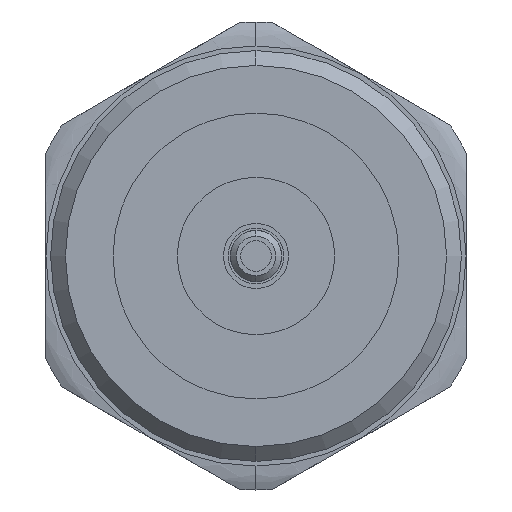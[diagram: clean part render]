
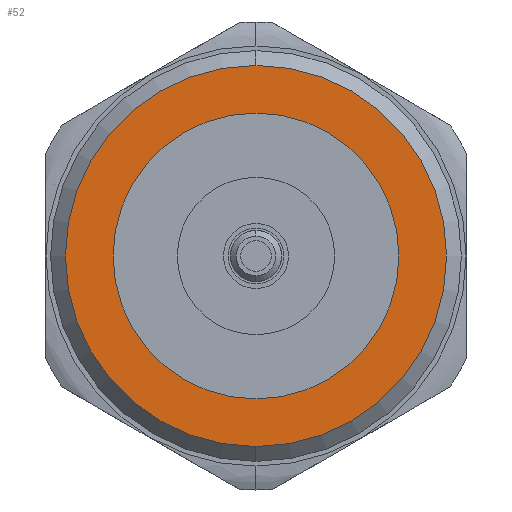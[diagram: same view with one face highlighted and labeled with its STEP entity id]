
A CAD part, left-side view. The second image highlights one B-rep face of the part: STEP entity #52.
In plain terms, the highlighted planar face has unit normal (-1, 0, 0).
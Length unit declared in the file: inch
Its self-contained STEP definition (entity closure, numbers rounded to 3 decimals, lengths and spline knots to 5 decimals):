
#52 = ADVANCED_FACE ( 'NONE', ( #2288, #4908 ), #1216, .T. ) ;
#238 = DIRECTION ( 'NONE',  ( 0., 0., 1. ) ) ;
#539 = DIRECTION ( 'NONE',  ( -1., 0., 0. ) ) ;
#773 = CIRCLE ( 'NONE', #3121, 0.38506 ) ;
#1216 = PLANE ( 'NONE',  #4643 ) ;
#1288 = DIRECTION ( 'NONE',  ( -1., 0., 0. ) ) ;
#1637 = DIRECTION ( 'NONE',  ( -1., 0., 0. ) ) ;
#1723 = CARTESIAN_POINT ( 'NONE',  ( -0.207, 0.68375, 0. ) ) ;
#2032 = AXIS2_PLACEMENT_3D ( 'NONE', #5086, #2079, #2633 ) ;
#2079 = DIRECTION ( 'NONE',  ( -1., 0., 0. ) ) ;
#2288 = FACE_BOUND ( 'NONE', #5186, .T. ) ;
#2633 = DIRECTION ( 'NONE',  ( 0., 0., 1. ) ) ;
#2659 = DIRECTION ( 'NONE',  ( 0., 0., 1. ) ) ;
#3121 = AXIS2_PLACEMENT_3D ( 'NONE', #5352, #539, #2659 ) ;
#3164 = VERTEX_POINT ( 'NONE', #4111 ) ;
#3499 = CARTESIAN_POINT ( 'NONE',  ( -0.207, 0.68375, -0.64 ) ) ;
#3658 = CARTESIAN_POINT ( 'NONE',  ( -0.207, 0.68375, 0. ) ) ;
#3715 = EDGE_CURVE ( 'NONE', #5259, #5289, #4155, .T. ) ;
#3783 = EDGE_CURVE ( 'NONE', #3164, #3789, #773, .T. ) ;
#3789 = VERTEX_POINT ( 'NONE', #4339 ) ;
#4111 = CARTESIAN_POINT ( 'NONE',  ( -0.207, 0.68375, -0.38506 ) ) ;
#4147 = CIRCLE ( 'NONE', #6746, 0.38506 ) ;
#4155 = CIRCLE ( 'NONE', #4486, 0.64 ) ;
#4160 = CIRCLE ( 'NONE', #2032, 0.64 ) ;
#4204 = ORIENTED_EDGE ( 'NONE', *, *, #3783, .F. ) ;
#4339 = CARTESIAN_POINT ( 'NONE',  ( -0.207, 0.68375, 0.38506 ) ) ;
#4486 = AXIS2_PLACEMENT_3D ( 'NONE', #6127, #6662, #238 ) ;
#4608 = EDGE_CURVE ( 'NONE', #3789, #3164, #4147, .T. ) ;
#4643 = AXIS2_PLACEMENT_3D ( 'NONE', #1723, #1288, #5586 ) ;
#4908 = FACE_OUTER_BOUND ( 'NONE', #6490, .T. ) ;
#5086 = CARTESIAN_POINT ( 'NONE',  ( -0.207, 0.68375, 0. ) ) ;
#5127 = ORIENTED_EDGE ( 'NONE', *, *, #3715, .T. ) ;
#5186 = EDGE_LOOP ( 'NONE', ( #4204, #5879 ) ) ;
#5259 = VERTEX_POINT ( 'NONE', #3499 ) ;
#5289 = VERTEX_POINT ( 'NONE', #6266 ) ;
#5314 = DIRECTION ( 'NONE',  ( 0., 0., 1. ) ) ;
#5352 = CARTESIAN_POINT ( 'NONE',  ( -0.207, 0.68375, 0. ) ) ;
#5374 = EDGE_CURVE ( 'NONE', #5289, #5259, #4160, .T. ) ;
#5586 = DIRECTION ( 'NONE',  ( 0., 0., 1. ) ) ;
#5801 = ORIENTED_EDGE ( 'NONE', *, *, #5374, .T. ) ;
#5879 = ORIENTED_EDGE ( 'NONE', *, *, #4608, .F. ) ;
#6127 = CARTESIAN_POINT ( 'NONE',  ( -0.207, 0.68375, 0. ) ) ;
#6266 = CARTESIAN_POINT ( 'NONE',  ( -0.207, 0.68375, 0.64 ) ) ;
#6490 = EDGE_LOOP ( 'NONE', ( #5127, #5801 ) ) ;
#6662 = DIRECTION ( 'NONE',  ( -1., 0., 0. ) ) ;
#6746 = AXIS2_PLACEMENT_3D ( 'NONE', #3658, #1637, #5314 ) ;
